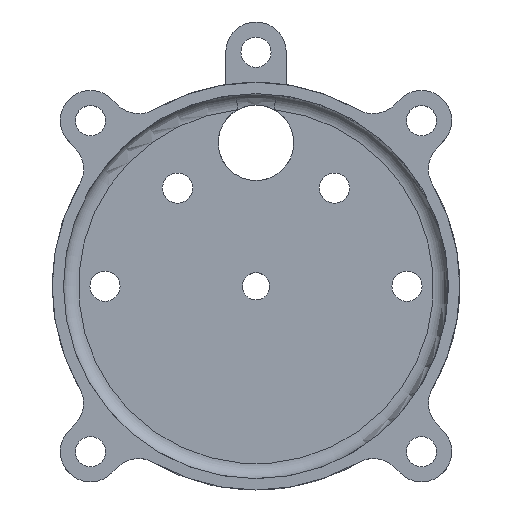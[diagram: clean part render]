
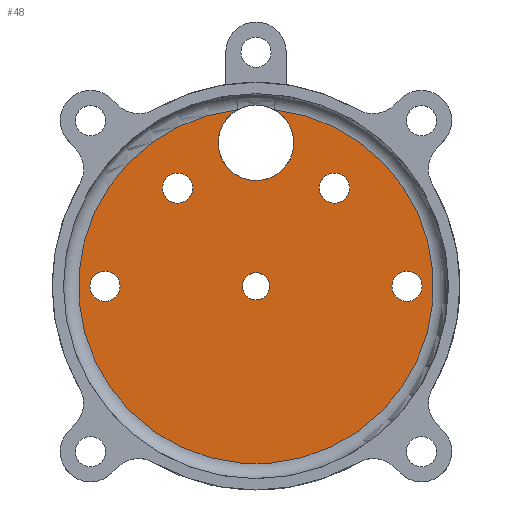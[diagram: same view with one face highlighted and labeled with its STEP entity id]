
A CAD part, top view. The second image highlights one B-rep face of the part: STEP entity #48.
In plain terms, the highlighted planar face has unit normal (0, 0, 1).
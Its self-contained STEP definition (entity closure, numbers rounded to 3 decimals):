
#48=ADVANCED_FACE('',(#95,#97,#99,#101,#103,#105),#107,.T.);
#95=FACE_BOUND('',#96,.T.);
#96=EDGE_LOOP('',(#562,#563,#564));
#97=FACE_BOUND('',#98,.T.);
#98=EDGE_LOOP('',(#565));
#99=FACE_BOUND('',#100,.T.);
#100=EDGE_LOOP('',(#566));
#101=FACE_BOUND('',#102,.T.);
#102=EDGE_LOOP('',(#567));
#103=FACE_BOUND('',#104,.T.);
#104=EDGE_LOOP('',(#568));
#105=FACE_BOUND('',#106,.T.);
#106=EDGE_LOOP('',(#569));
#107=PLANE('',#108);
#108=AXIS2_PLACEMENT_3D('',#109,#110,#111);
#109=CARTESIAN_POINT('',(0.,0.,3.));
#110=DIRECTION('',(0.,0.,1.));
#111=DIRECTION('',(-1.,0.,0.));
#562=ORIENTED_EDGE('',*,*,#802,.F.);
#563=ORIENTED_EDGE('',*,*,#803,.T.);
#564=ORIENTED_EDGE('',*,*,#804,.T.);
#565=ORIENTED_EDGE('',*,*,#805,.T.);
#566=ORIENTED_EDGE('',*,*,#806,.T.);
#567=ORIENTED_EDGE('',*,*,#807,.T.);
#568=ORIENTED_EDGE('',*,*,#808,.T.);
#569=ORIENTED_EDGE('',*,*,#809,.T.);
#802=EDGE_CURVE('',#922,#923,#924,.F.);
#803=EDGE_CURVE('',#922,#925,#926,.F.);
#804=EDGE_CURVE('',#925,#923,#927,.F.);
#805=EDGE_CURVE('',#928,#928,#929,.T.);
#806=EDGE_CURVE('',#930,#930,#931,.T.);
#807=EDGE_CURVE('',#932,#932,#933,.F.);
#808=EDGE_CURVE('',#934,#934,#935,.F.);
#809=EDGE_CURVE('',#936,#936,#937,.F.);
#922=VERTEX_POINT('',#1130);
#923=VERTEX_POINT('',#1131);
#924=CIRCLE('',#1132,23.5);
#925=VERTEX_POINT('',#1136);
#926=CIRCLE('',#1137,5.);
#927=CIRCLE('',#1141,5.);
#928=VERTEX_POINT('',#1145);
#929=CIRCLE('',#1146,2.);
#930=VERTEX_POINT('',#1150);
#931=CIRCLE('',#1151,2.);
#932=VERTEX_POINT('',#1155);
#933=CIRCLE('',#1156,2.);
#934=VERTEX_POINT('',#1160);
#935=CIRCLE('',#1161,2.);
#936=VERTEX_POINT('',#1165);
#937=CIRCLE('',#1166,1.8);
#1130=CARTESIAN_POINT('',(2.421,23.375,3.));
#1131=CARTESIAN_POINT('',(-2.421,23.375,3.));
#1132=AXIS2_PLACEMENT_3D('',#1133,#1134,#1135);
#1133=CARTESIAN_POINT('',(0.,0.,3.));
#1134=DIRECTION('',(0.,0.,1.));
#1135=DIRECTION('',(-0.103,0.995,0.));
#1136=CARTESIAN_POINT('',(-5.,19.,3.));
#1137=AXIS2_PLACEMENT_3D('',#1138,#1139,#1140);
#1138=CARTESIAN_POINT('',(0.,19.,3.));
#1139=DIRECTION('',(0.,0.,1.));
#1140=DIRECTION('',(-1.,0.,0.));
#1141=AXIS2_PLACEMENT_3D('',#1142,#1143,#1144);
#1142=CARTESIAN_POINT('',(0.,19.,3.));
#1143=DIRECTION('',(0.,0.,1.));
#1144=DIRECTION('',(-0.484,0.875,0.));
#1145=CARTESIAN_POINT('',(-20.,-2.,3.));
#1146=AXIS2_PLACEMENT_3D('',#1147,#1148,#1149);
#1147=CARTESIAN_POINT('',(-20.,0.,3.));
#1148=DIRECTION('',(0.,0.,-1.));
#1149=DIRECTION('',(0.,-1.,0.));
#1150=CARTESIAN_POINT('',(20.,-2.,3.));
#1151=AXIS2_PLACEMENT_3D('',#1152,#1153,#1154);
#1152=CARTESIAN_POINT('',(20.,0.,3.));
#1153=DIRECTION('',(0.,0.,-1.));
#1154=DIRECTION('',(0.,-1.,0.));
#1155=CARTESIAN_POINT('',(-12.392,13.,3.));
#1156=AXIS2_PLACEMENT_3D('',#1157,#1158,#1159);
#1157=CARTESIAN_POINT('',(-10.392,13.,3.));
#1158=DIRECTION('',(0.,0.,1.));
#1159=DIRECTION('',(-1.,0.,0.));
#1160=CARTESIAN_POINT('',(8.392,13.,3.));
#1161=AXIS2_PLACEMENT_3D('',#1162,#1163,#1164);
#1162=CARTESIAN_POINT('',(10.392,13.,3.));
#1163=DIRECTION('',(0.,0.,1.));
#1164=DIRECTION('',(-1.,0.,0.));
#1165=CARTESIAN_POINT('',(-1.8,0.,3.));
#1166=AXIS2_PLACEMENT_3D('',#1167,#1168,#1169);
#1167=CARTESIAN_POINT('',(0.,0.,3.));
#1168=DIRECTION('',(0.,0.,1.));
#1169=DIRECTION('',(-1.,0.,0.));
